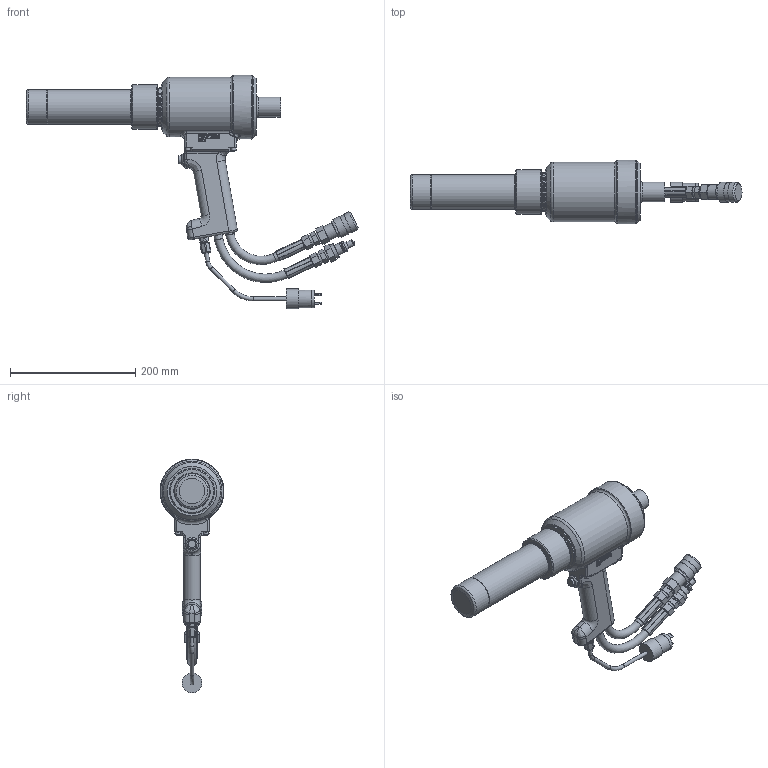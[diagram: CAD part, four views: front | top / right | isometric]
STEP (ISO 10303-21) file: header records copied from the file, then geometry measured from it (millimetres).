
FILE_DESCRIPTION(/* description */ (''),/* implementation_level */ '2;1');
FILE_NAME(/* name */ '3585PT_99-7832_CLR.stp',/* time_stamp */ '2014-12-01T20:35:21-05:00',/* author */ (''),/* organization */ (''),/* preprocessor_version */ 'ST-DEVELOPER v15',/* originating_system */ 'SIEMENS PLM Software NX 9.0',/* authorisation */ '');
FILE_SCHEMA (('CONFIG_CONTROL_DESIGN'));
Length unit declared in the file: inch
Products named in the file (2): 99-7832_CLR_stp; 3585PT_CLR_stp
Assembly tree (1 placements, depth 2):
  3585PT_CLR_stp
    99-7832_CLR_stp
Bounding box: 529.7 x 101.98 x 372.91 mm (x, y, z)
Volume: 459857.3 mm3; surface area: 285243.5 mm2
Topology: 1 solids, 2 shells, 782 faces, 1975 edges, 1267 vertices
Faces by surface type: plane 345, cylinder 235, cone 66, torus 58, extrusion 53, bspline 25
Full cylindrical faces by diameter (mm): 1.524 x2, 2.54 x2, 3.175 x2, 4.826 x3, 6.35 x9, 7.925 x4, 9.347 x1, 10.16 x1, 10.858 x1, 12.7 x2, 13.335 x4, 13.868 x4, 15.24 x1, 15.684 x1, 17.145 x2, 17.78 x2, 20.625 x1, 23.368 x1, 23.495 x1, 28.423 x1, 28.448 x1, 30.48 x1, 31.75 x4, 33.287 x1, 34.29 x1, 53.924 x1, 55.474 x2, 55.575 x3, 55.639 x1, 56.363 x1
Entity records: 26432 total; most frequent: CARTESIAN_POINT 8691, ORIENTED_EDGE 3528, DIRECTION 3473, EDGE_CURVE 1764, AXIS2_PLACEMENT_3D 1292, VERTEX_POINT 1207, EDGE_LOOP 1017, VECTOR 889
